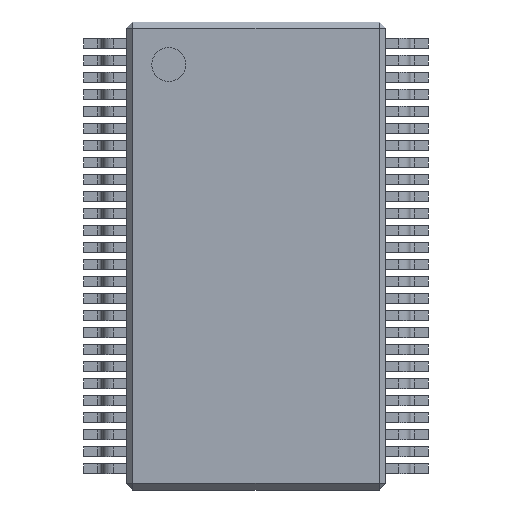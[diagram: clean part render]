
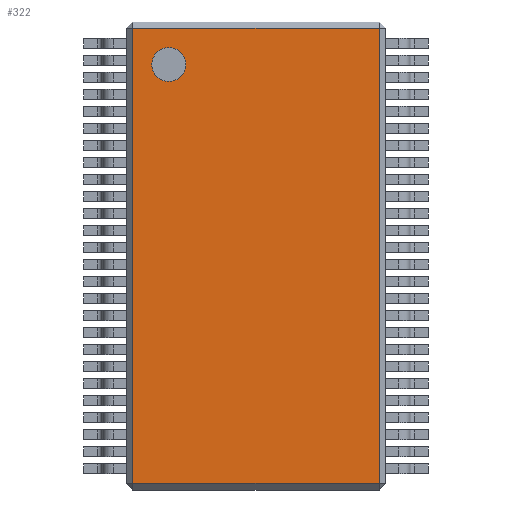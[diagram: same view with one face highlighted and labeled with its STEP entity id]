
A CAD part, top view. The second image highlights one B-rep face of the part: STEP entity #322.
In plain terms, the highlighted planar face has unit normal (0, 0, 1).
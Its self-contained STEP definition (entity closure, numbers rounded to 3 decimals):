
#13=DIRECTION('',(0.,0.,1.));
#14=DIRECTION('',(1.,0.,0.));
#115=VECTOR('',#116,1.);
#116=DIRECTION('',(0.,1.,0.));
#191=VERTEX_POINT('',#192);
#192=CARTESIAN_POINT('',(-2.9,-5.35,2.));
#200=VERTEX_POINT('',#201);
#201=CARTESIAN_POINT('',(-2.9,5.35,2.));
#206=ORIENTED_EDGE('',*,*,#207,.F.);
#207=EDGE_CURVE('',#191,#200,#208,.T.);
#208=LINE('',#209,#115);
#209=CARTESIAN_POINT('',(-2.9,-5.5,2.));
#279=VECTOR('',#14,1.);
#322=ADVANCED_FACE('',(#323,#341),#350,.T.);
#323=FACE_BOUND('',#324,.T.);
#324=EDGE_LOOP('',(#206,#325,#331,#337));
#325=ORIENTED_EDGE('',*,*,#326,.T.);
#326=EDGE_CURVE('',#191,#327,#329,.T.);
#327=VERTEX_POINT('',#328);
#328=CARTESIAN_POINT('',(2.9,-5.35,2.));
#329=LINE('',#330,#279);
#330=CARTESIAN_POINT('',(-3.05,-5.35,2.));
#331=ORIENTED_EDGE('',*,*,#332,.T.);
#332=EDGE_CURVE('',#327,#333,#335,.T.);
#333=VERTEX_POINT('',#334);
#334=CARTESIAN_POINT('',(2.9,5.35,2.));
#335=LINE('',#336,#115);
#336=CARTESIAN_POINT('',(2.9,-5.5,2.));
#337=ORIENTED_EDGE('',*,*,#338,.F.);
#338=EDGE_CURVE('',#200,#333,#339,.T.);
#339=LINE('',#340,#279);
#340=CARTESIAN_POINT('',(-3.05,5.35,2.));
#341=FACE_BOUND('',#342,.T.);
#342=EDGE_LOOP('',(#343));
#343=ORIENTED_EDGE('',*,*,#344,.F.);
#344=EDGE_CURVE('',#345,#345,#347,.T.);
#345=VERTEX_POINT('',#346);
#346=CARTESIAN_POINT('',(-1.65,4.5,2.));
#347=CIRCLE('',#348,0.4);
#348=AXIS2_PLACEMENT_3D('',#349,#13,#14);
#349=CARTESIAN_POINT('',(-2.05,4.5,2.));
#350=PLANE('',#351);
#351=AXIS2_PLACEMENT_3D('',#352,#13,#14);
#352=CARTESIAN_POINT('',(-3.05,-5.5,2.));
